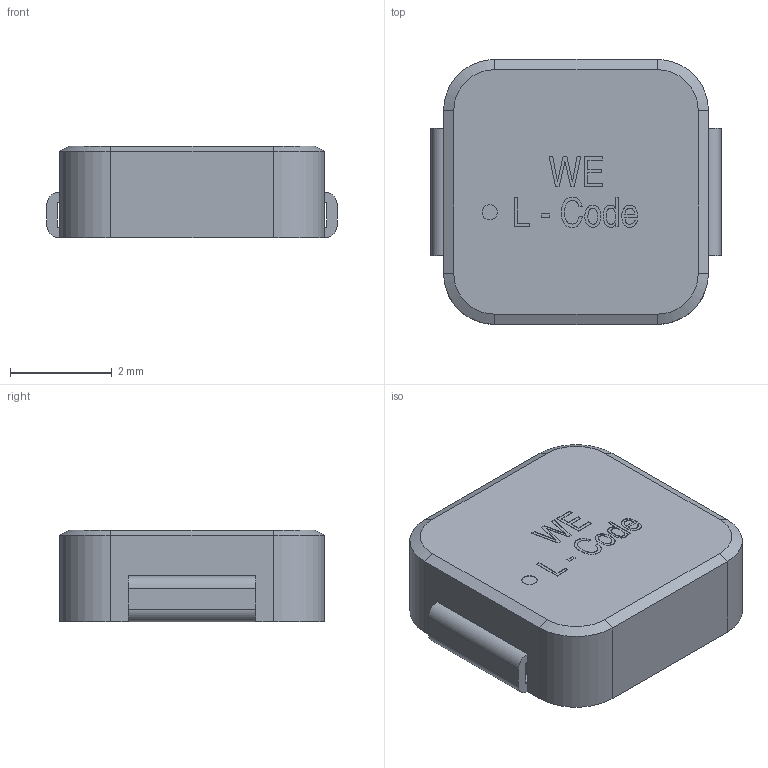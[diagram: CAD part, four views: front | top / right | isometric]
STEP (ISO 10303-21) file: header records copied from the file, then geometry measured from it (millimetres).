
FILE_DESCRIPTION(/* description */ ('Unknown'),/* implementation_level */ '2;1');
FILE_NAME(/* name */ 'IndLHMI5020_molded',/* time_stamp */ '2023-11-06T15:36:04+01:00',/* author */ ('Unknown'),/* organization */ ('Unknown'),/* preprocessor_version */ 'ST-DEVELOPER v16.7',/* originating_system */ 'Solid Edge',/* authorisation */ 'Unknown');
FILE_SCHEMA (('AUTOMOTIVE_DESIGN {1 0 10303 214 3 1 1}'));
Length unit declared in the file: millimetre
Products named in the file (3): IndLHMI5020_molded; pin; base
Assembly tree (2 placements, depth 2):
  IndLHMI5020_molded
    pin
    base
Bounding box: 5.7 x 5.2 x 1.8 mm (x, y, z)
Volume: 49.1 mm3; surface area: 134.9 mm2
Topology: 2 solids, 2 shells, 119 faces, 301 edges, 198 vertices
Faces by surface type: plane 93, cylinder 13, bspline 9, cone 4
Full cylindrical faces by diameter (mm): 0.3 x1
Entity records: 4824 total; most frequent: CARTESIAN_POINT 1434, ORIENTED_EDGE 594, DIRECTION 445, EDGE_CURVE 297, VERTEX_POINT 198, LINE 159, VECTOR 159, AXIS2_PLACEMENT_3D 143
